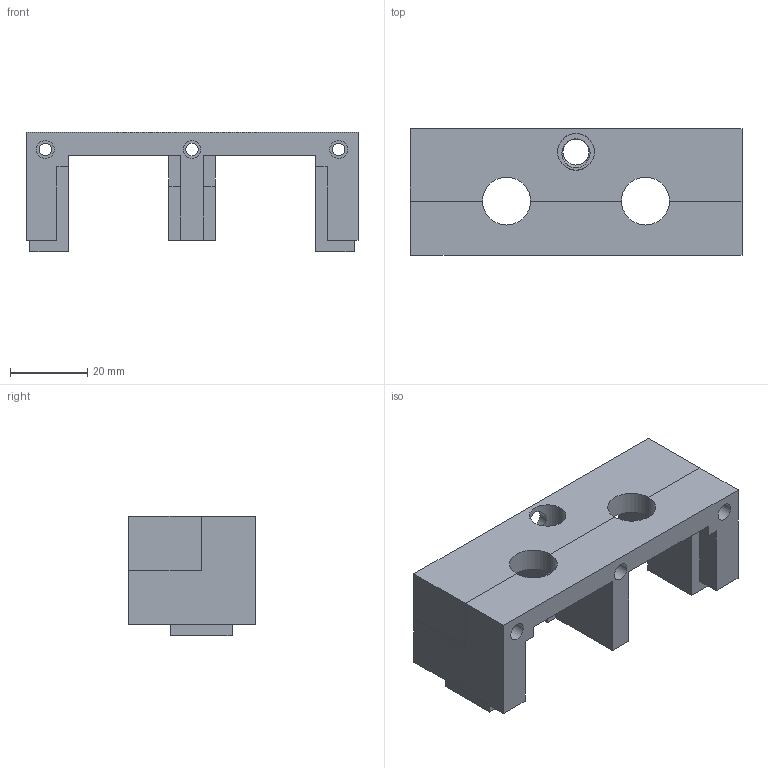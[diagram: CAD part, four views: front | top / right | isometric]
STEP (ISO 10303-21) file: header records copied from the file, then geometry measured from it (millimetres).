
FILE_DESCRIPTION(/* description */ (''),/* implementation_level */ '2;1');
FILE_NAME(/* name */ 'FF v6 dual.step',/* time_stamp */ '2020-09-16T21:20:08-07:00',/* author */ (''),/* organization */ (''),/* preprocessor_version */ 'ST-DEVELOPER v18.1',/* originating_system */ 'Autodesk Translation Framework v9.3.0.1241',/* authorisation */ '');
FILE_SCHEMA (('AUTOMOTIVE_DESIGN { 1 0 10303 214 3 1 1 }'));
Length unit declared in the file: millimetre
Products named in the file (2): FF v6 dual; Mount
Assembly tree (1 placements, depth 2):
  FF v6 dual
    Mount
Bounding box: 86 x 32.75 x 31 mm (x, y, z)
Volume: 34164.8 mm3; surface area: 17527 mm2
Topology: 2 solids, 2 shells, 113 faces, 305 edges, 204 vertices
Faces by surface type: plane 66, cylinder 45, bspline 2
Full cylindrical faces by diameter (mm): 3.2 x6, 4.5 x1, 4.6 x3, 6.2 x4, 6.779 x4, 8.17 x3, 9.5 x1
Entity records: 5242 total; most frequent: CARTESIAN_POINT 2378, ORIENTED_EDGE 610, DIRECTION 521, EDGE_CURVE 305, LINE 205, VECTOR 205, VERTEX_POINT 204, AXIS2_PLACEMENT_3D 158
